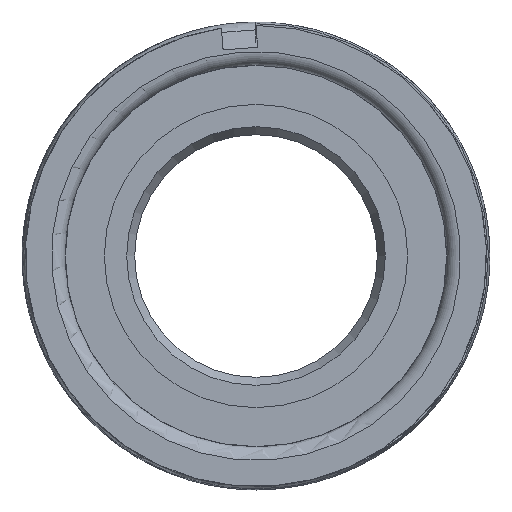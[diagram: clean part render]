
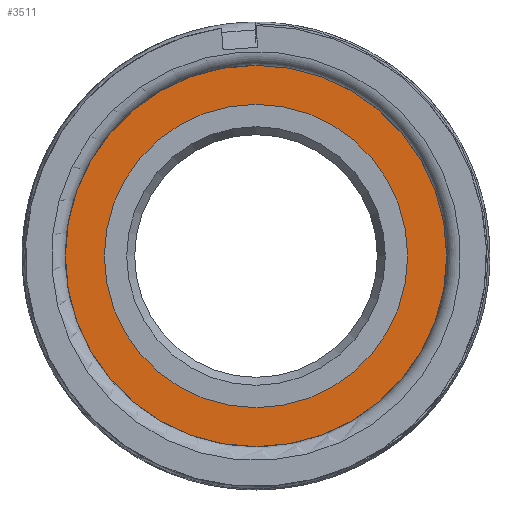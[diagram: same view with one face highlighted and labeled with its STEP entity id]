
A CAD part, left-side view. The second image highlights one B-rep face of the part: STEP entity #3511.
In plain terms, the highlighted planar face has unit normal (-1, 0, 0).
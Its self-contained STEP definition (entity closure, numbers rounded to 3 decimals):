
#435=ORIENTED_EDGE('',*,*,#1043,.T.);
#436=ORIENTED_EDGE('',*,*,#1069,.F.);
#1043=EDGE_CURVE('',#1368,#1368,#1606,.T.);
#1069=EDGE_CURVE('',#1385,#1385,#1632,.T.);
#1368=VERTEX_POINT('',#5031);
#1385=VERTEX_POINT('',#5090);
#1606=CIRCLE('',#3733,11.);
#1632=CIRCLE('',#3775,8.75);
#1818=EDGE_LOOP('',(#435));
#1819=EDGE_LOOP('',(#436));
#2051=FACE_BOUND('',#1818,.T.);
#2052=FACE_BOUND('',#1819,.T.);
#2249=PLANE('',#3776);
#3511=ADVANCED_FACE('',(#2051,#2052),#2249,.F.);
#3733=AXIS2_PLACEMENT_3D('',#5030,#4205,#4206);
#3775=AXIS2_PLACEMENT_3D('',#5089,#4289,#4290);
#3776=AXIS2_PLACEMENT_3D('',#5091,#4291,#4292);
#4205=DIRECTION('',(-1.,0.,0.));
#4206=DIRECTION('',(0.,0.,1.));
#4289=DIRECTION('',(-1.,0.,0.));
#4290=DIRECTION('',(0.,0.,1.));
#4291=DIRECTION('',(1.,0.,0.));
#4292=DIRECTION('',(0.,0.,-1.));
#5030=CARTESIAN_POINT('',(-11.8,0.,0.));
#5031=CARTESIAN_POINT('',(-11.8,0.,11.));
#5089=CARTESIAN_POINT('',(-11.8,0.,0.));
#5090=CARTESIAN_POINT('',(-11.8,0.,8.75));
#5091=CARTESIAN_POINT('',(-11.8,0.,8.75));
